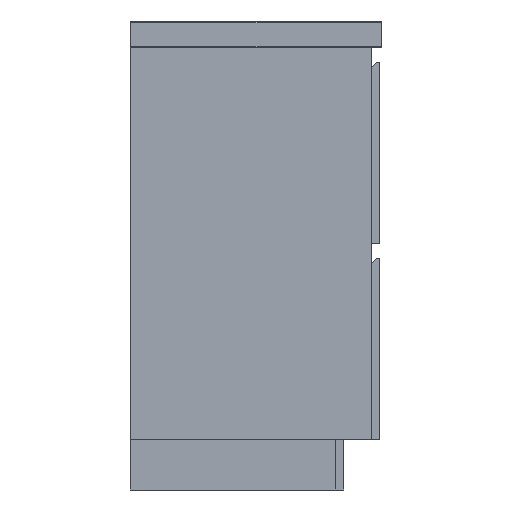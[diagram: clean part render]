
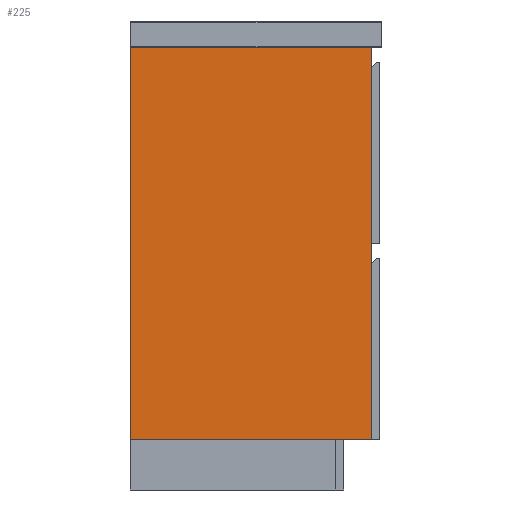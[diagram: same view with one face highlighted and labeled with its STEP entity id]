
A CAD part, left-side view. The second image highlights one B-rep face of the part: STEP entity #225.
In plain terms, the highlighted planar face has unit normal (-1, 0, 0).
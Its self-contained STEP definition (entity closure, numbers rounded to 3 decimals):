
#225=ADVANCED_FACE('',(#296),#1107,.T.);
#296=FACE_OUTER_BOUND('',#367,.T.);
#367=EDGE_LOOP('',(#618,#619,#620,#621));
#618=ORIENTED_EDGE('',*,*,#796,.F.);
#619=ORIENTED_EDGE('',*,*,#783,.T.);
#620=ORIENTED_EDGE('',*,*,#794,.T.);
#621=ORIENTED_EDGE('',*,*,#795,.F.);
#783=EDGE_CURVE('',#1031,#1030,#928,.T.);
#794=EDGE_CURVE('',#1030,#1038,#939,.T.);
#795=EDGE_CURVE('',#1039,#1038,#940,.T.);
#796=EDGE_CURVE('',#1031,#1039,#941,.T.);
#928=B_SPLINE_CURVE_WITH_KNOTS('',1,(#2073,#2074),.UNSPECIFIED.,.F.,.F.,
(2,2),(-780.,0.),.UNSPECIFIED.);
#939=B_SPLINE_CURVE_WITH_KNOTS('',1,(#2095,#2096),.UNSPECIFIED.,.F.,.F.,
(2,2),(-480.,0.),.UNSPECIFIED.);
#940=B_SPLINE_CURVE_WITH_KNOTS('',1,(#2097,#2098),.UNSPECIFIED.,.F.,.F.,
(2,2),(-780.,0.),.UNSPECIFIED.);
#941=B_SPLINE_CURVE_WITH_KNOTS('',1,(#2099,#2100),.UNSPECIFIED.,.F.,.F.,
(2,2),(-480.,0.),.UNSPECIFIED.);
#1030=VERTEX_POINT('',#2053);
#1031=VERTEX_POINT('',#2054);
#1038=VERTEX_POINT('',#2061);
#1039=VERTEX_POINT('',#2062);
#1107=PLANE('',#1299);
#1299=AXIS2_PLACEMENT_3D('',#2042,#1385,$);
#1385=DIRECTION('',(-1.,0.,0.));
#2042=CARTESIAN_POINT('',(-594.,-468.,528.));
#2053=CARTESIAN_POINT('',(-594.,390.,480.));
#2054=CARTESIAN_POINT('',(-594.,-390.,480.));
#2061=CARTESIAN_POINT('',(-594.,390.,0.));
#2062=CARTESIAN_POINT('',(-594.,-390.,0.));
#2073=CARTESIAN_POINT('',(-594.,-390.,480.));
#2074=CARTESIAN_POINT('',(-594.,390.,480.));
#2095=CARTESIAN_POINT('',(-594.,390.,480.));
#2096=CARTESIAN_POINT('',(-594.,390.,0.));
#2097=CARTESIAN_POINT('',(-594.,-390.,0.));
#2098=CARTESIAN_POINT('',(-594.,390.,0.));
#2099=CARTESIAN_POINT('',(-594.,-390.,480.));
#2100=CARTESIAN_POINT('',(-594.,-390.,0.));
